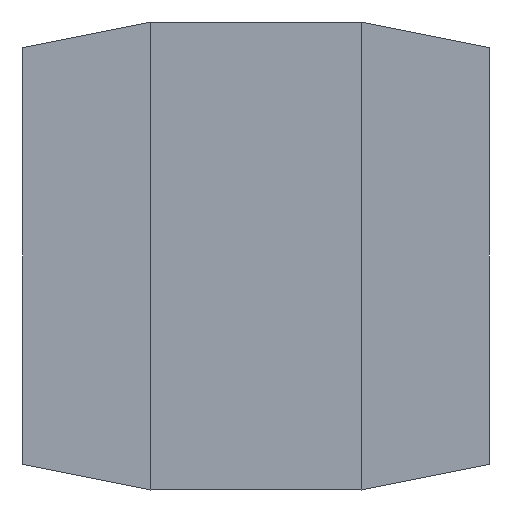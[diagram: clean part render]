
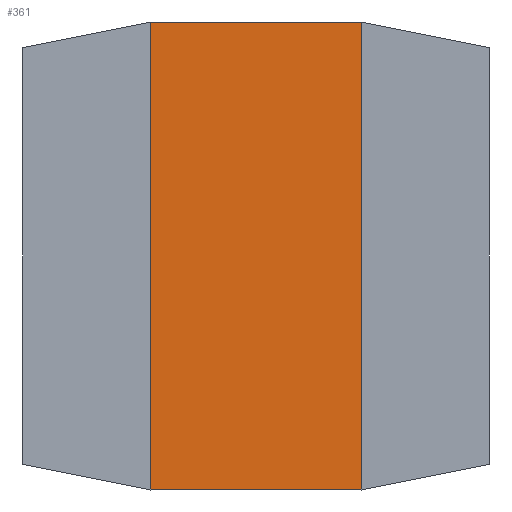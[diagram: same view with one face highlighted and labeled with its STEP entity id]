
A CAD part, front view. The second image highlights one B-rep face of the part: STEP entity #361.
In plain terms, the highlighted planar face has unit normal (0, -1, 0).
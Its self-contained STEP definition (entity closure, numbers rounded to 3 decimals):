
#38 = CARTESIAN_POINT ( 'NONE',  ( 0.9, 0., -1.995 ) ) ;
#56 = CARTESIAN_POINT ( 'NONE',  ( -0.875, 0., -2. ) ) ;
#93 = VERTEX_POINT ( 'NONE', #56 ) ;
#101 = ORIENTED_EDGE ( 'NONE', *, *, #602, .F. ) ;
#103 = PLANE ( 'NONE',  #822 ) ;
#116 = CARTESIAN_POINT ( 'NONE',  ( 2., 0., -1.775 ) ) ;
#125 = LINE ( 'NONE', #1479, #1380 ) ;
#155 = EDGE_LOOP ( 'NONE', ( #1072, #302, #1042, #542, #1254, #1385, #1560, #101 ) ) ;
#167 = VERTEX_POINT ( 'NONE', #1088 ) ;
#222 = DIRECTION ( 'NONE',  ( 0., 0., -1. ) ) ;
#249 = DIRECTION ( 'NONE',  ( -1., 0., 0. ) ) ;
#302 = ORIENTED_EDGE ( 'NONE', *, *, #1199, .T. ) ;
#305 = VECTOR ( 'NONE', #1210, 1000. ) ;
#313 = CARTESIAN_POINT ( 'NONE',  ( 0.875, 0., 2. ) ) ;
#327 = VECTOR ( 'NONE', #773, 1000. ) ;
#360 = DIRECTION ( 'NONE',  ( 0., 0., -1. ) ) ;
#361 = ADVANCED_FACE ( 'NONE', ( #641 ), #103, .F. ) ;
#370 = CARTESIAN_POINT ( 'NONE',  ( -0.875, 0., 2. ) ) ;
#403 = LINE ( 'NONE', #1097, #1430 ) ;
#449 = LINE ( 'NONE', #1662, #1659 ) ;
#470 = DIRECTION ( 'NONE',  ( 0., 0., 1. ) ) ;
#491 = DIRECTION ( 'NONE',  ( 0., 1., 0. ) ) ;
#495 = VECTOR ( 'NONE', #360, 1000. ) ;
#502 = VECTOR ( 'NONE', #861, 1000. ) ;
#542 = ORIENTED_EDGE ( 'NONE', *, *, #1326, .F. ) ;
#602 = EDGE_CURVE ( 'NONE', #761, #167, #125, .T. ) ;
#641 = FACE_OUTER_BOUND ( 'NONE', #155, .T. ) ;
#717 = LINE ( 'NONE', #116, #327 ) ;
#761 = VERTEX_POINT ( 'NONE', #370 ) ;
#773 = DIRECTION ( 'NONE',  ( -0.981, 0., -0.196 ) ) ;
#779 = EDGE_CURVE ( 'NONE', #1104, #987, #849, .T. ) ;
#786 = VERTEX_POINT ( 'NONE', #1257 ) ;
#822 = AXIS2_PLACEMENT_3D ( 'NONE', #878, #491, #470 ) ;
#838 = LINE ( 'NONE', #1230, #1636 ) ;
#849 = LINE ( 'NONE', #881, #495 ) ;
#861 = DIRECTION ( 'NONE',  ( 0.981, 0., 0.196 ) ) ;
#878 = CARTESIAN_POINT ( 'NONE',  ( 0., 0., 0. ) ) ;
#881 = CARTESIAN_POINT ( 'NONE',  ( 0.9, 0., -1.995 ) ) ;
#951 = LINE ( 'NONE', #313, #305 ) ;
#959 = CARTESIAN_POINT ( 'NONE',  ( -0.9, 0., 1.995 ) ) ;
#962 = DIRECTION ( 'NONE',  ( 1., 0., 0. ) ) ;
#987 = VERTEX_POINT ( 'NONE', #38 ) ;
#1042 = ORIENTED_EDGE ( 'NONE', *, *, #1647, .F. ) ;
#1072 = ORIENTED_EDGE ( 'NONE', *, *, #1211, .F. ) ;
#1088 = CARTESIAN_POINT ( 'NONE',  ( 0.875, 0., 2. ) ) ;
#1095 = VERTEX_POINT ( 'NONE', #959 ) ;
#1097 = CARTESIAN_POINT ( 'NONE',  ( -0.9, 0., -1.995 ) ) ;
#1104 = VERTEX_POINT ( 'NONE', #1218 ) ;
#1146 = EDGE_CURVE ( 'NONE', #167, #1104, #951, .T. ) ;
#1199 = EDGE_CURVE ( 'NONE', #1095, #786, #403, .T. ) ;
#1202 = CARTESIAN_POINT ( 'NONE',  ( -2., 0., 1.775 ) ) ;
#1210 = DIRECTION ( 'NONE',  ( 0.981, 0., -0.196 ) ) ;
#1211 = EDGE_CURVE ( 'NONE', #1095, #761, #1308, .T. ) ;
#1218 = CARTESIAN_POINT ( 'NONE',  ( 0.9, 0., 1.995 ) ) ;
#1230 = CARTESIAN_POINT ( 'NONE',  ( -0.875, 0., -2. ) ) ;
#1237 = DIRECTION ( 'NONE',  ( -0.981, 0., 0.196 ) ) ;
#1254 = ORIENTED_EDGE ( 'NONE', *, *, #1370, .F. ) ;
#1257 = CARTESIAN_POINT ( 'NONE',  ( -0.9, 0., -1.995 ) ) ;
#1308 = LINE ( 'NONE', #1202, #502 ) ;
#1326 = EDGE_CURVE ( 'NONE', #1594, #93, #449, .T. ) ;
#1370 = EDGE_CURVE ( 'NONE', #987, #1594, #717, .T. ) ;
#1380 = VECTOR ( 'NONE', #962, 1000. ) ;
#1385 = ORIENTED_EDGE ( 'NONE', *, *, #779, .F. ) ;
#1430 = VECTOR ( 'NONE', #222, 1000. ) ;
#1479 = CARTESIAN_POINT ( 'NONE',  ( -0.875, 0., 2. ) ) ;
#1560 = ORIENTED_EDGE ( 'NONE', *, *, #1146, .F. ) ;
#1594 = VERTEX_POINT ( 'NONE', #1598 ) ;
#1598 = CARTESIAN_POINT ( 'NONE',  ( 0.875, 0., -2. ) ) ;
#1636 = VECTOR ( 'NONE', #1237, 1000. ) ;
#1647 = EDGE_CURVE ( 'NONE', #93, #786, #838, .T. ) ;
#1659 = VECTOR ( 'NONE', #249, 1000. ) ;
#1662 = CARTESIAN_POINT ( 'NONE',  ( 0.875, 0., -2. ) ) ;
